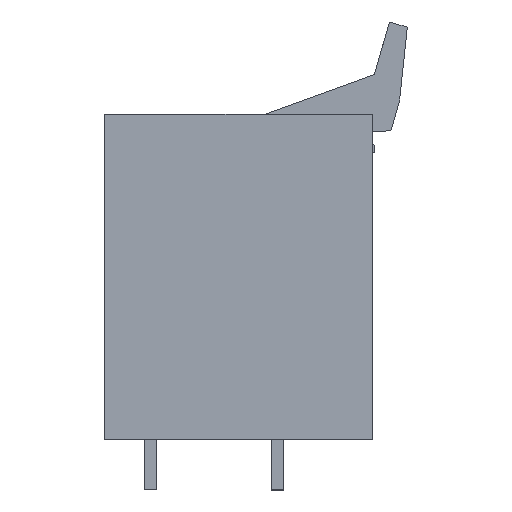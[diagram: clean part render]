
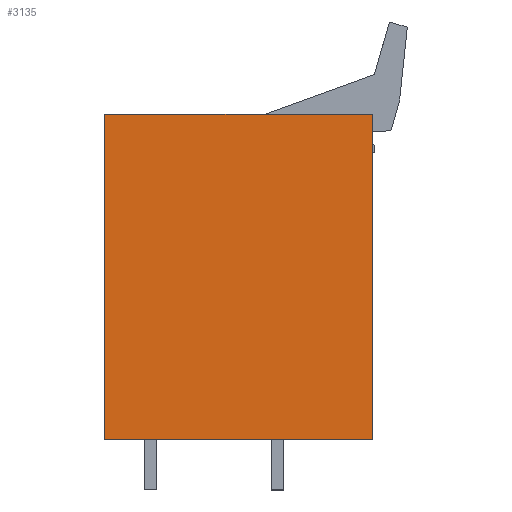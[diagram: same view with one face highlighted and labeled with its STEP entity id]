
A CAD part, left-side view. The second image highlights one B-rep face of the part: STEP entity #3135.
In plain terms, the highlighted planar face has unit normal (-1, 0, 0).
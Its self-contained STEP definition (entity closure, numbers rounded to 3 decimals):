
#3115=AXIS2_PLACEMENT_3D('Plane Axis2P3D',#3112,#3113,#3114) ;
#593=CARTESIAN_POINT('Vertex',(0.,3.452,5.)) ;
#596=CARTESIAN_POINT('Line Origine',(0.,16.677,5.)) ;
#600=CARTESIAN_POINT('Vertex',(0.,29.902,5.)) ;
#1345=CARTESIAN_POINT('Vertex',(0.,3.452,37.13)) ;
#1348=CARTESIAN_POINT('Line Origine',(0.,3.452,21.065)) ;
#3112=CARTESIAN_POINT('Axis2P3D Location',(0.,29.902,0.)) ;
#3117=CARTESIAN_POINT('Line Origine',(0.,16.677,37.13)) ;
#3121=CARTESIAN_POINT('Vertex',(0.,29.902,37.13)) ;
#3124=CARTESIAN_POINT('Line Origine',(0.,29.902,21.065)) ;
#597=DIRECTION('Vector Direction',(0.,-1.,0.)) ;
#1349=DIRECTION('Vector Direction',(0.,0.,1.)) ;
#3113=DIRECTION('Axis2P3D Direction',(-1.,0.,0.)) ;
#3114=DIRECTION('Axis2P3D XDirection',(0.,-1.,0.)) ;
#3118=DIRECTION('Vector Direction',(0.,-1.,0.)) ;
#3125=DIRECTION('Vector Direction',(0.,0.,1.)) ;
#598=VECTOR('Line Direction',#597,1.) ;
#1350=VECTOR('Line Direction',#1349,1.) ;
#3119=VECTOR('Line Direction',#3118,1.) ;
#3126=VECTOR('Line Direction',#3125,1.) ;
#3130=ORIENTED_EDGE('',*,*,#1352,.F.) ;
#3131=ORIENTED_EDGE('',*,*,#3123,.F.) ;
#3132=ORIENTED_EDGE('',*,*,#3128,.F.) ;
#3133=ORIENTED_EDGE('',*,*,#602,.F.) ;
#3135=ADVANCED_FACE('HOUSING',(#3134),#3116,.T.) ;
#602=EDGE_CURVE('',#594,#601,#599,.F.) ;
#1352=EDGE_CURVE('',#1346,#594,#1351,.F.) ;
#3123=EDGE_CURVE('',#3122,#1346,#3120,.T.) ;
#3128=EDGE_CURVE('',#601,#3122,#3127,.T.) ;
#3129=EDGE_LOOP('',(#3130,#3131,#3132,#3133)) ;
#3134=FACE_OUTER_BOUND('',#3129,.T.) ;
#599=LINE('Line',#596,#598) ;
#1351=LINE('Line',#1348,#1350) ;
#3120=LINE('Line',#3117,#3119) ;
#3127=LINE('Line',#3124,#3126) ;
#3116=PLANE('',#3115) ;
#594=VERTEX_POINT('',#593) ;
#601=VERTEX_POINT('',#600) ;
#1346=VERTEX_POINT('',#1345) ;
#3122=VERTEX_POINT('',#3121) ;
